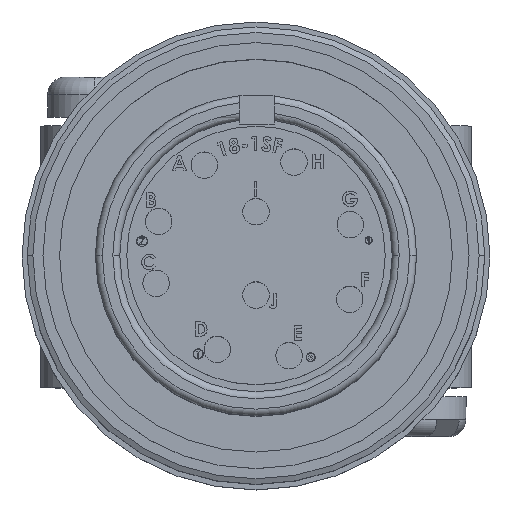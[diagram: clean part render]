
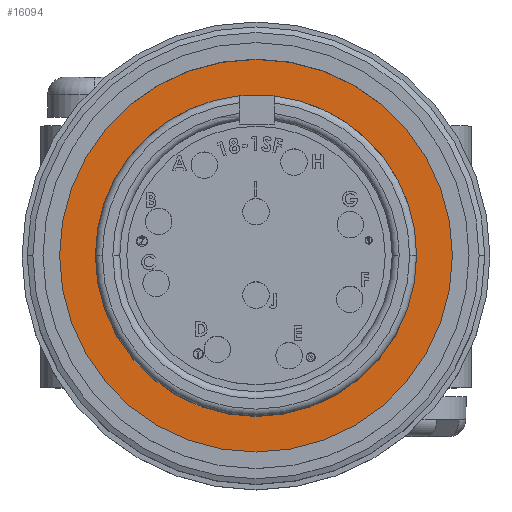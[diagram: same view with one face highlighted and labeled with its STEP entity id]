
A CAD part, top view. The second image highlights one B-rep face of the part: STEP entity #16094.
In plain terms, the highlighted planar face has unit normal (0, 0, 1).
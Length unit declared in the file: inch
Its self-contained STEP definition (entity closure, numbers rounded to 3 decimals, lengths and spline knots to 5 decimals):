
#73 = CIRCLE ( 'NONE', #11020, 0.46 ) ;
#1911 = EDGE_LOOP ( 'NONE', ( #3328, #11019 ) ) ;
#2006 = CARTESIAN_POINT ( 'NONE',  ( -0.46, 0., 3.84706 ) ) ;
#2023 = ORIENTED_EDGE ( 'NONE', *, *, #8749, .T. ) ;
#2352 = EDGE_CURVE ( 'NONE', #11409, #3302, #17550, .T. ) ;
#2525 = PLANE ( 'NONE',  #8355 ) ;
#3302 = VERTEX_POINT ( 'NONE', #5752 ) ;
#3328 = ORIENTED_EDGE ( 'NONE', *, *, #12846, .F. ) ;
#3613 = EDGE_LOOP ( 'NONE', ( #17321, #2023 ) ) ;
#4237 = EDGE_CURVE ( 'NONE', #6429, #16934, #11445, .T. ) ;
#4242 = FACE_BOUND ( 'NONE', #3613, .T. ) ;
#4721 = CARTESIAN_POINT ( 'NONE',  ( -0.5625, 0., 3.84706 ) ) ;
#5532 = DIRECTION ( 'NONE',  ( 0., 0., -1. ) ) ;
#5752 = CARTESIAN_POINT ( 'NONE',  ( 0.46, 0., 3.84706 ) ) ;
#6429 = VERTEX_POINT ( 'NONE', #15125 ) ;
#6856 = DIRECTION ( 'NONE',  ( 0., 0., -1. ) ) ;
#8355 = AXIS2_PLACEMENT_3D ( 'NONE', #9505, #16457, #19623 ) ;
#8749 = EDGE_CURVE ( 'NONE', #3302, #11409, #73, .T. ) ;
#9505 = CARTESIAN_POINT ( 'NONE',  ( -0.5625, 0., 3.84706 ) ) ;
#11019 = ORIENTED_EDGE ( 'NONE', *, *, #4237, .F. ) ;
#11020 = AXIS2_PLACEMENT_3D ( 'NONE', #16257, #5532, #19462 ) ;
#11409 = VERTEX_POINT ( 'NONE', #2006 ) ;
#11445 = CIRCLE ( 'NONE', #18370, 0.5625 ) ;
#11956 = CARTESIAN_POINT ( 'NONE',  ( 0., 0., 3.84706 ) ) ;
#12445 = CIRCLE ( 'NONE', #14642, 0.5625 ) ;
#12846 = EDGE_CURVE ( 'NONE', #16934, #6429, #12445, .T. ) ;
#14642 = AXIS2_PLACEMENT_3D ( 'NONE', #17390, #18987, #21052 ) ;
#15125 = CARTESIAN_POINT ( 'NONE',  ( 0.5625, 0., 3.84706 ) ) ;
#16094 = ADVANCED_FACE ( 'NONE', ( #4242, #18177 ), #2525, .T. ) ;
#16257 = CARTESIAN_POINT ( 'NONE',  ( 0., 0., 3.84706 ) ) ;
#16457 = DIRECTION ( 'NONE',  ( 0., 0., 1. ) ) ;
#16934 = VERTEX_POINT ( 'NONE', #4721 ) ;
#17321 = ORIENTED_EDGE ( 'NONE', *, *, #2352, .T. ) ;
#17390 = CARTESIAN_POINT ( 'NONE',  ( 0., 0., 3.84706 ) ) ;
#17550 = CIRCLE ( 'NONE', #17916, 0.46 ) ;
#17916 = AXIS2_PLACEMENT_3D ( 'NONE', #22501, #6856, #20899 ) ;
#18177 = FACE_OUTER_BOUND ( 'NONE', #1911, .T. ) ;
#18370 = AXIS2_PLACEMENT_3D ( 'NONE', #11956, #18906, #20851 ) ;
#18906 = DIRECTION ( 'NONE',  ( 0., 0., -1. ) ) ;
#18987 = DIRECTION ( 'NONE',  ( 0., 0., -1. ) ) ;
#19462 = DIRECTION ( 'NONE',  ( -1., 0., 0. ) ) ;
#19623 = DIRECTION ( 'NONE',  ( 1., 0., 0. ) ) ;
#20851 = DIRECTION ( 'NONE',  ( -1., 0., 0. ) ) ;
#20899 = DIRECTION ( 'NONE',  ( -1., 0., 0. ) ) ;
#21052 = DIRECTION ( 'NONE',  ( -1., 0., 0. ) ) ;
#22501 = CARTESIAN_POINT ( 'NONE',  ( 0., 0., 3.84706 ) ) ;
